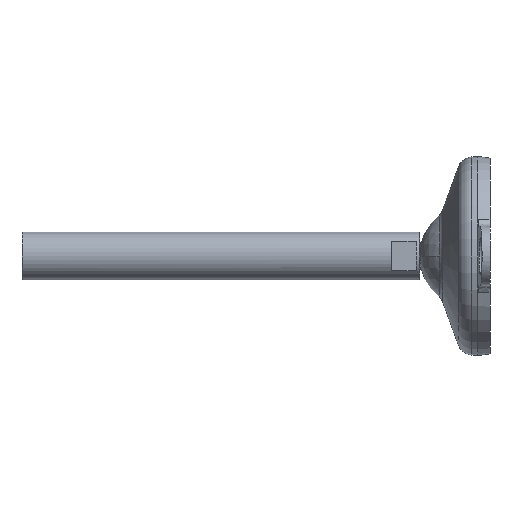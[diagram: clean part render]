
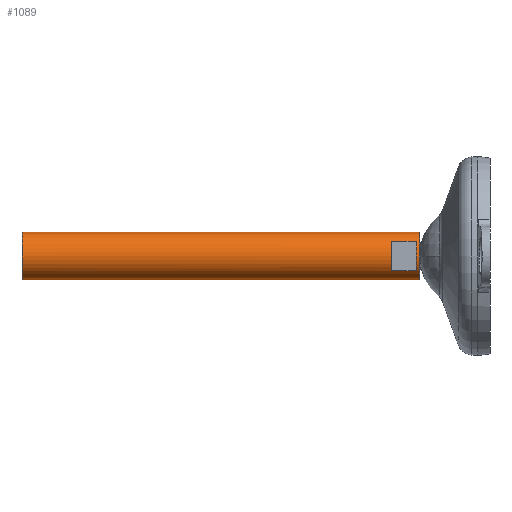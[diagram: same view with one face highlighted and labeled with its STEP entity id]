
A CAD part, left-side view. The second image highlights one B-rep face of the part: STEP entity #1089.
In plain terms, the highlighted cylindrical face has radius 12 mm (diameter 24 mm), a partial arc.
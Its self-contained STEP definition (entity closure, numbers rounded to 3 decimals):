
#13 = VERTEX_POINT ( 'NONE', #959 ) ;
#50 = ORIENTED_EDGE ( 'NONE', *, *, #271, .T. ) ;
#64 = CARTESIAN_POINT ( 'NONE',  ( 0., 35.5, 0. ) ) ;
#65 = CYLINDRICAL_SURFACE ( 'NONE', #1455, 12. ) ;
#77 = VERTEX_POINT ( 'NONE', #1345 ) ;
#118 = LINE ( 'NONE', #125, #1304 ) ;
#125 = CARTESIAN_POINT ( 'NONE',  ( -9.5, 0., 7.331 ) ) ;
#132 = EDGE_LOOP ( 'NONE', ( #590, #50, #1466, #1063 ) ) ;
#183 = FACE_OUTER_BOUND ( 'NONE', #132, .T. ) ;
#254 = CARTESIAN_POINT ( 'NONE',  ( -9.5, 37., -7.331 ) ) ;
#271 = EDGE_CURVE ( 'NONE', #1093, #569, #426, .T. ) ;
#275 = LINE ( 'NONE', #733, #523 ) ;
#281 = EDGE_CURVE ( 'NONE', #385, #303, #1138, .T. ) ;
#303 = VERTEX_POINT ( 'NONE', #1512 ) ;
#308 = CIRCLE ( 'NONE', #1279, 12. ) ;
#385 = VERTEX_POINT ( 'NONE', #254 ) ;
#401 = VERTEX_POINT ( 'NONE', #1423 ) ;
#426 = CIRCLE ( 'NONE', #693, 12. ) ;
#461 = DIRECTION ( 'NONE',  ( 0., -1., 0. ) ) ;
#492 = VECTOR ( 'NONE', #803, 1000. ) ;
#508 = ORIENTED_EDGE ( 'NONE', *, *, #813, .T. ) ;
#519 = CARTESIAN_POINT ( 'NONE',  ( 0., 235., -12. ) ) ;
#523 = VECTOR ( 'NONE', #1206, 1000. ) ;
#534 = CARTESIAN_POINT ( 'NONE',  ( 0., 0., 0. ) ) ;
#560 = CARTESIAN_POINT ( 'NONE',  ( 0., 49.5, 0. ) ) ;
#567 = DIRECTION ( 'NONE',  ( 0., -1., 0. ) ) ;
#569 = VERTEX_POINT ( 'NONE', #519 ) ;
#570 = CARTESIAN_POINT ( 'NONE',  ( -9.5, 0., -7.331 ) ) ;
#590 = ORIENTED_EDGE ( 'NONE', *, *, #886, .F. ) ;
#599 = CIRCLE ( 'NONE', #1479, 12. ) ;
#622 = LINE ( 'NONE', #1103, #1177 ) ;
#661 = CARTESIAN_POINT ( 'NONE',  ( 0., 235., 0. ) ) ;
#693 = AXIS2_PLACEMENT_3D ( 'NONE', #661, #1498, #1402 ) ;
#723 = DIRECTION ( 'NONE',  ( 0., 0., -1. ) ) ;
#733 = CARTESIAN_POINT ( 'NONE',  ( 0., 0., 12. ) ) ;
#798 = AXIS2_PLACEMENT_3D ( 'NONE', #560, #1039, #1515 ) ;
#803 = DIRECTION ( 'NONE',  ( 0., 1., 0. ) ) ;
#813 = EDGE_CURVE ( 'NONE', #401, #385, #308, .T. ) ;
#816 = DIRECTION ( 'NONE',  ( 0., 0., -1. ) ) ;
#879 = ORIENTED_EDGE ( 'NONE', *, *, #281, .T. ) ;
#886 = EDGE_CURVE ( 'NONE', #1093, #1386, #275, .T. ) ;
#889 = EDGE_CURVE ( 'NONE', #569, #77, #622, .T. ) ;
#959 = CARTESIAN_POINT ( 'NONE',  ( -9.5, 49.5, 7.331 ) ) ;
#1013 = CARTESIAN_POINT ( 'NONE',  ( 0., 35.5, 12. ) ) ;
#1039 = DIRECTION ( 'NONE',  ( 0., 1., 0. ) ) ;
#1063 = ORIENTED_EDGE ( 'NONE', *, *, #1320, .F. ) ;
#1070 = EDGE_CURVE ( 'NONE', #303, #13, #1204, .T. ) ;
#1089 = ADVANCED_FACE ( 'NONE', ( #183, #1134 ), #65, .T. ) ;
#1093 = VERTEX_POINT ( 'NONE', #1292 ) ;
#1103 = CARTESIAN_POINT ( 'NONE',  ( 0., 0., -12. ) ) ;
#1110 = EDGE_CURVE ( 'NONE', #13, #401, #118, .T. ) ;
#1123 = DIRECTION ( 'NONE',  ( 0., -1., 0. ) ) ;
#1134 = FACE_BOUND ( 'NONE', #1357, .T. ) ;
#1135 = ORIENTED_EDGE ( 'NONE', *, *, #1110, .T. ) ;
#1138 = LINE ( 'NONE', #570, #492 ) ;
#1147 = DIRECTION ( 'NONE',  ( 0., 0., -1. ) ) ;
#1173 = ORIENTED_EDGE ( 'NONE', *, *, #1070, .T. ) ;
#1177 = VECTOR ( 'NONE', #1356, 1000. ) ;
#1204 = CIRCLE ( 'NONE', #798, 12. ) ;
#1206 = DIRECTION ( 'NONE',  ( 0., -1., 0. ) ) ;
#1279 = AXIS2_PLACEMENT_3D ( 'NONE', #1324, #461, #723 ) ;
#1292 = CARTESIAN_POINT ( 'NONE',  ( 0., 235., 12. ) ) ;
#1304 = VECTOR ( 'NONE', #567, 1000. ) ;
#1320 = EDGE_CURVE ( 'NONE', #1386, #77, #599, .T. ) ;
#1324 = CARTESIAN_POINT ( 'NONE',  ( 0., 37., 0. ) ) ;
#1345 = CARTESIAN_POINT ( 'NONE',  ( 0., 35.5, -12. ) ) ;
#1356 = DIRECTION ( 'NONE',  ( 0., -1., 0. ) ) ;
#1357 = EDGE_LOOP ( 'NONE', ( #879, #1173, #1135, #508 ) ) ;
#1386 = VERTEX_POINT ( 'NONE', #1013 ) ;
#1402 = DIRECTION ( 'NONE',  ( 0., 0., -1. ) ) ;
#1423 = CARTESIAN_POINT ( 'NONE',  ( -9.5, 37., 7.331 ) ) ;
#1455 = AXIS2_PLACEMENT_3D ( 'NONE', #534, #1528, #816 ) ;
#1466 = ORIENTED_EDGE ( 'NONE', *, *, #889, .T. ) ;
#1479 = AXIS2_PLACEMENT_3D ( 'NONE', #64, #1123, #1147 ) ;
#1498 = DIRECTION ( 'NONE',  ( 0., -1., 0. ) ) ;
#1512 = CARTESIAN_POINT ( 'NONE',  ( -9.5, 49.5, -7.331 ) ) ;
#1515 = DIRECTION ( 'NONE',  ( 0., 0., 1. ) ) ;
#1528 = DIRECTION ( 'NONE',  ( 0., -1., 0. ) ) ;
